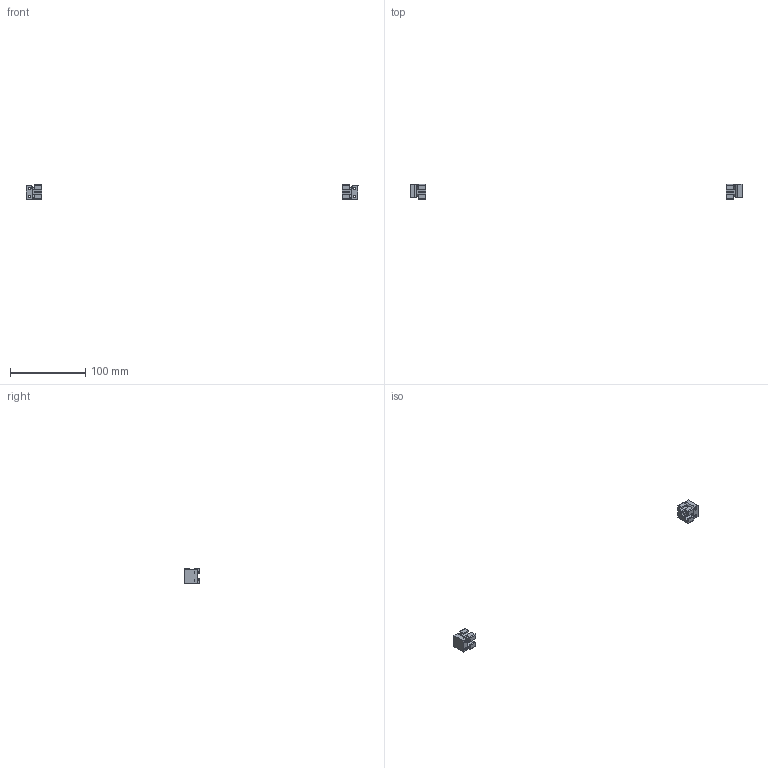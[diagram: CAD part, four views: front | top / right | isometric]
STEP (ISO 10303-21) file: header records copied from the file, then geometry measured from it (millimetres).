
FILE_DESCRIPTION(/* description */ (''),/* implementation_level */ '2;1');
FILE_NAME(/* name */ 'SV08_Dockbar_Brackets.step',/* time_stamp */ '2024-05-22T15:03:41-06:00',/* author */ (''),/* organization */ (''),/* preprocessor_version */ 'ST-DEVELOPER v20',/* originating_system */ 'Autodesk Translation Framework v13.14.0.145',/* authorisation */ '');
FILE_SCHEMA (('AUTOMOTIVE_DESIGN { 1 0 10303 214 3 1 1 }'));
Length unit declared in the file: millimetre
Products named in the file (5): Dockbar Bracket; 2020; Bracket_Left; 2020 v1(Mirror); Bracket_Right (Mirror)
Assembly tree (4 placements, depth 2):
  Dockbar Bracket
    2020
    Bracket_Left
    2020 v1(Mirror)
    Bracket_Right (Mirror)
Bounding box: 442.6 x 20 x 20 mm (x, y, z)
Volume: 9531.9 mm3; surface area: 9375.5 mm2
Topology: 4 solids, 4 shells, 202 faces, 566 edges, 376 vertices
Faces by surface type: plane 176, cylinder 24, torus 2
Full cylindrical faces by diameter (mm): 3.2 x4, 5.12 x2, 6 x4
Entity records: 6588 total; most frequent: CARTESIAN_POINT 1153, ORIENTED_EDGE 1132, DIRECTION 1038, EDGE_CURVE 566, LINE 516, VECTOR 516, VERTEX_POINT 376, AXIS2_PLACEMENT_3D 261
